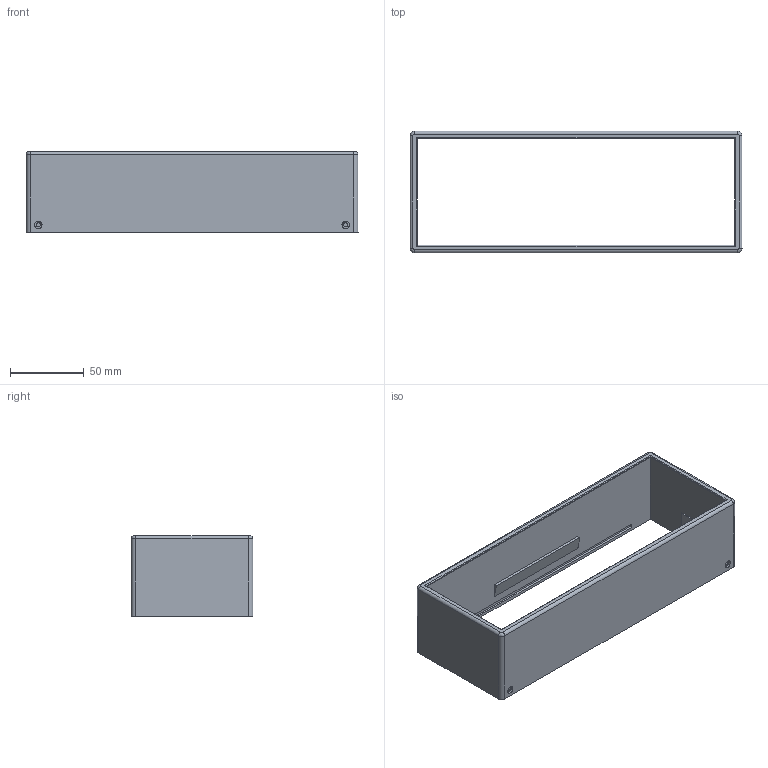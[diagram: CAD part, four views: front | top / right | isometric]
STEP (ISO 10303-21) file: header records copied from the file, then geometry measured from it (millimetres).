
FILE_DESCRIPTION(('FreeCAD Model'),'2;1');
FILE_NAME('Open CASCADE Shape Model','2025-03-12T12:03:44',(''),(''), 'Open CASCADE STEP processor 7.8','FreeCAD','Unknown');
FILE_SCHEMA(('AUTOMOTIVE_DESIGN { 1 0 10303 214 1 1 1 1 }'));
Length unit declared in the file: millimetre
Products named in the file (1): body
Bounding box: 225 x 82.5 x 54.5 mm (x, y, z)
Volume: 98728.6 mm3; surface area: 72372.5 mm2
Topology: 1 solids, 1 shells, 73 faces, 168 edges, 108 vertices
Faces by surface type: plane 53, cylinder 16, revolution 4
Full cylindrical faces by diameter (mm): 2.8 x2, 5 x2
Entity records: 2120 total; most frequent: CARTESIAN_POINT 398, DIRECTION 344, ORIENTED_EDGE 336, EDGE_CURVE 168, LINE 136, VECTOR 136, VERTEX_POINT 108, AXIS2_PLACEMENT_3D 102
